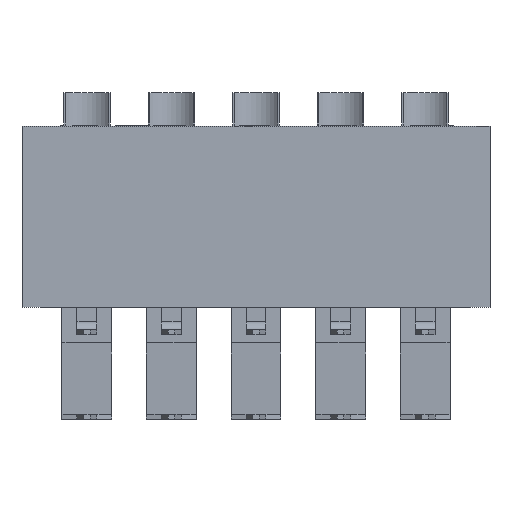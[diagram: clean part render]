
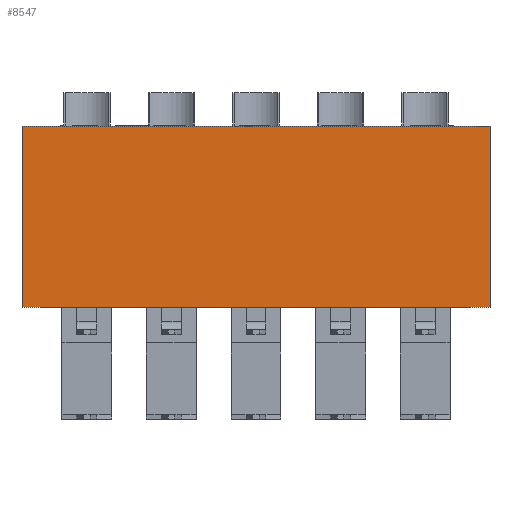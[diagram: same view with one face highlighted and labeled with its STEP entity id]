
A CAD part, front view. The second image highlights one B-rep face of the part: STEP entity #8547.
In plain terms, the highlighted planar face has unit normal (0, -1, 0).
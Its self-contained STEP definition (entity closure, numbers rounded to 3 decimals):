
#4612=CARTESIAN_POINT('',(7.03,-4.95,2.72));
#4613=VERTEX_POINT('',#4612);
#4630=CARTESIAN_POINT('',(-7.03,-4.95,2.72));
#4631=VERTEX_POINT('',#4630);
#4638=CARTESIAN_POINT('',(-7.03,-4.95,2.72));
#4639=DIRECTION('',(1.0,0.0,0.0));
#4640=VECTOR('',#4639,14.06);
#4641=LINE('',#4638,#4640);
#4642=EDGE_CURVE('',#4631,#4613,#4641,.T.);
#8451=CARTESIAN_POINT('',(-7.03,-4.95,-2.72));
#8452=VERTEX_POINT('',#8451);
#8453=CARTESIAN_POINT('',(-7.03,-4.95,2.72));
#8454=DIRECTION('',(0.0,0.0,-1.0));
#8455=VECTOR('',#8454,5.44);
#8456=LINE('',#8453,#8455);
#8457=EDGE_CURVE('',#4631,#8452,#8456,.T.);
#8506=CARTESIAN_POINT('',(7.03,-4.95,-2.72));
#8507=VERTEX_POINT('',#8506);
#8514=CARTESIAN_POINT('',(7.03,-4.95,-2.72));
#8515=DIRECTION('',(-1.0,0.0,0.0));
#8516=VECTOR('',#8515,14.06);
#8517=LINE('',#8514,#8516);
#8518=EDGE_CURVE('',#8507,#8452,#8517,.T.);
#8531=CARTESIAN_POINT('',(0.0,-4.95,-2.72));
#8532=DIRECTION('',(0.0,-1.0,0.0));
#8533=DIRECTION('',(0.0,0.0,-1.0));
#8534=AXIS2_PLACEMENT_3D('',#8531,#8532,#8533);
#8535=PLANE('',#8534);
#8536=CARTESIAN_POINT('',(7.03,-4.95,-2.72));
#8537=DIRECTION('',(0.0,0.0,1.0));
#8538=VECTOR('',#8537,5.44);
#8539=LINE('',#8536,#8538);
#8540=EDGE_CURVE('',#8507,#4613,#8539,.T.);
#8541=ORIENTED_EDGE('',*,*,#8540,.T.);
#8542=ORIENTED_EDGE('',*,*,#4642,.F.);
#8543=ORIENTED_EDGE('',*,*,#8457,.T.);
#8544=ORIENTED_EDGE('',*,*,#8518,.F.);
#8545=EDGE_LOOP('',(#8541,#8542,#8543,#8544));
#8546=FACE_OUTER_BOUND('',#8545,.T.);
#8547=ADVANCED_FACE('',(#8546),#8535,.T.);
